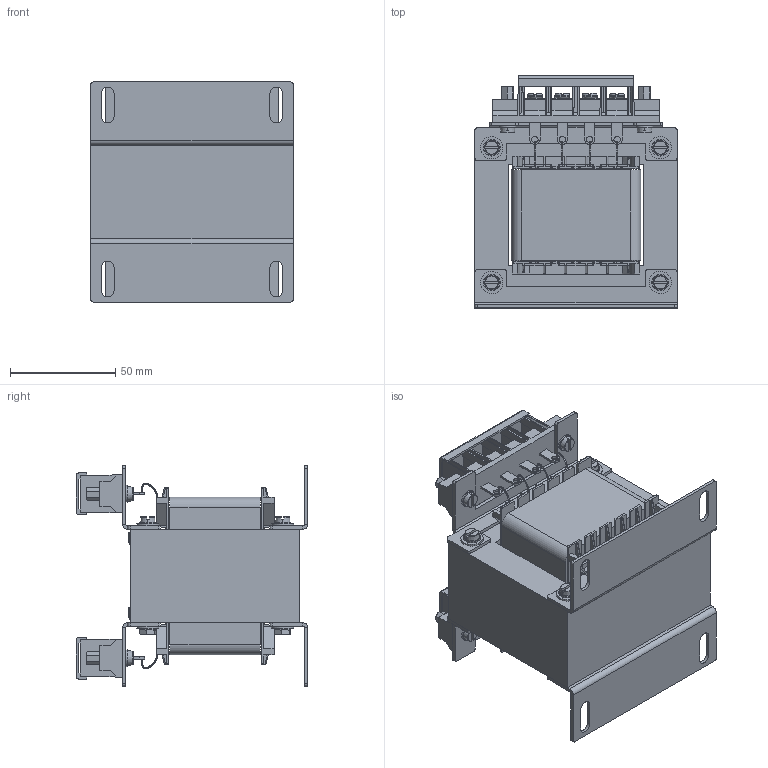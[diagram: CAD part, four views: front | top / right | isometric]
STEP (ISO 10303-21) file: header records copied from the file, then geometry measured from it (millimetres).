
FILE_DESCRIPTION (( 'STEP AP214' ), '1' );
FILE_NAME ('9604 step.STEP', '2025-04-19T12:41:17', ( 'Admin' ), ( '' ), 'SwSTEP 2.0', 'SolidWorks 2022', '' );
FILE_SCHEMA (( 'AUTOMOTIVE_DESIGN' ));
Length unit declared in the file: millimetre
Products named in the file (1): 9604 step
Bounding box: 96 x 110 x 104.45 mm (x, y, z)
Volume: 464273.2 mm3; surface area: 161036.1 mm2
Topology: 55 solids, 55 shells, 2897 faces, 7325 edges, 4564 vertices
Faces by surface type: plane 1705, cylinder 720, bspline 208, torus 136, cone 128
Entity records: 129932 total; most frequent: CARTESIAN_POINT 29773, ORIENTED_EDGE 14586, DIRECTION 13089, EDGE_CURVE 7293, VECTOR 4589, LINE 4589, VERTEX_POINT 4564, AXIS2_PLACEMENT_3D 4250
